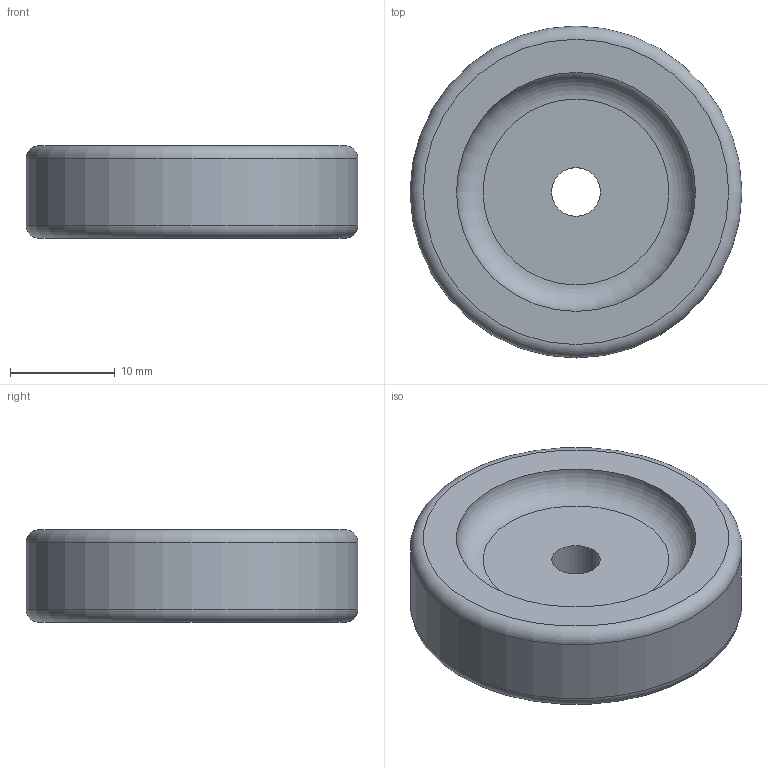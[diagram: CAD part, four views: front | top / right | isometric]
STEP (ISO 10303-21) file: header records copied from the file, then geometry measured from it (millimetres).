
FILE_DESCRIPTION(/* description */ (''),/* implementation_level */ '2;1');
FILE_NAME(/* name */ '1.25 Alignment Wheel.step',/* time_stamp */ '2024-06-28T04:17:15-05:00',/* author */ (''),/* organization */ (''),/* preprocessor_version */ 'ST-DEVELOPER v20',/* originating_system */ 'Autodesk Translation Framework v13.14.0.145',/* authorisation */ '');
FILE_SCHEMA (('AUTOMOTIVE_DESIGN { 1 0 10303 214 3 1 1 }'));
Length unit declared in the file: inch
Products named in the file (1): 1.25 Alignment Wheel
Bounding box: 31.75 x 31.75 x 8.89 mm (x, y, z)
Volume: 5010 mm3; surface area: 2584.2 mm2
Topology: 1 solids, 1 shells, 10 faces, 16 edges, 10 vertices
Faces by surface type: torus 4, plane 4, cylinder 2
Full cylindrical faces by diameter (mm): 4.648 x1, 31.75 x1
Entity records: 284 total; most frequent: DIRECTION 52, CARTESIAN_POINT 37, ORIENTED_EDGE 32, AXIS2_PLACEMENT_3D 25, EDGE_CURVE 16, EDGE_LOOP 14, CIRCLE 14, FACE_OUTER_BOUND 10
